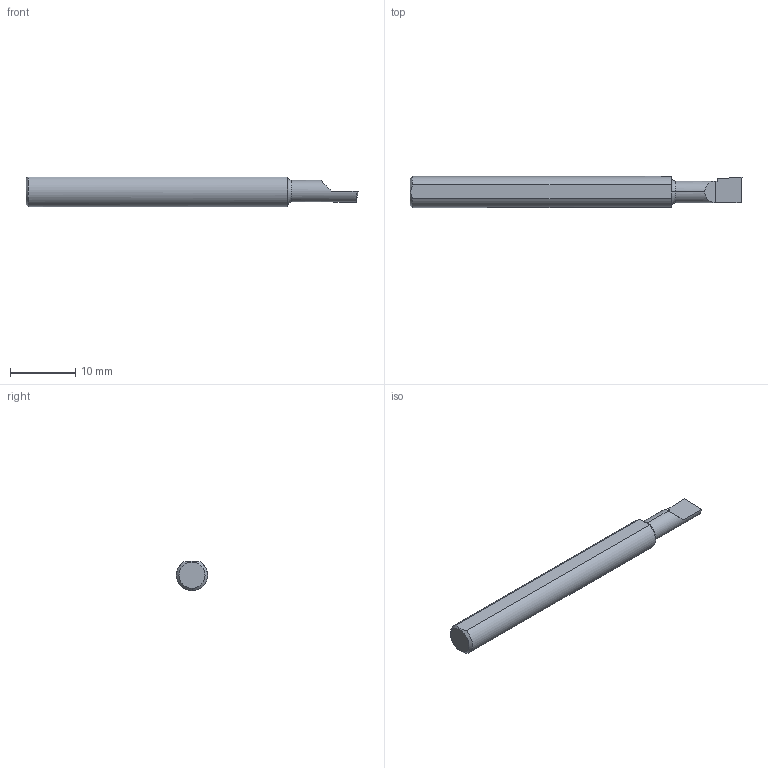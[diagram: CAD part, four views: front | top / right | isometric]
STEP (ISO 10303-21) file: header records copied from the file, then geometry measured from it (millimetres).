
FILE_DESCRIPTION (( 'STEP AP203' ), '1' );
FILE_NAME ('210228-BB153.STEP', '2024-04-17T21:50:22', ( '' ), ( '' ), 'SwSTEP 2.0', 'SolidWorks 2022', '' );
FILE_SCHEMA (( 'CONFIG_CONTROL_DESIGN' ));
Length unit declared in the file: inch
Products named in the file (1): 210228-BB153
Bounding box: 50.8 x 4.74 x 4.5 mm (x, y, z)
Volume: 770.1 mm3; surface area: 727.8 mm2
Topology: 1 solids, 1 shells, 18 faces, 47 edges, 31 vertices
Faces by surface type: plane 9, cylinder 4, torus 3, cone 2
Entity records: 654 total; most frequent: CARTESIAN_POINT 140, ORIENTED_EDGE 94, DIRECTION 91, EDGE_CURVE 47, AXIS2_PLACEMENT_3D 36, VERTEX_POINT 31, VECTOR 19, LINE 19
